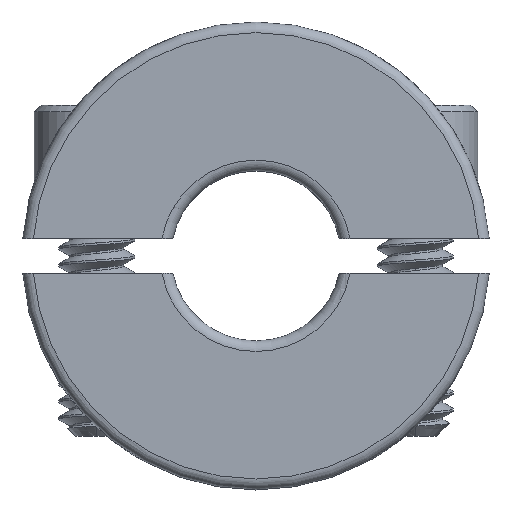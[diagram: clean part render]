
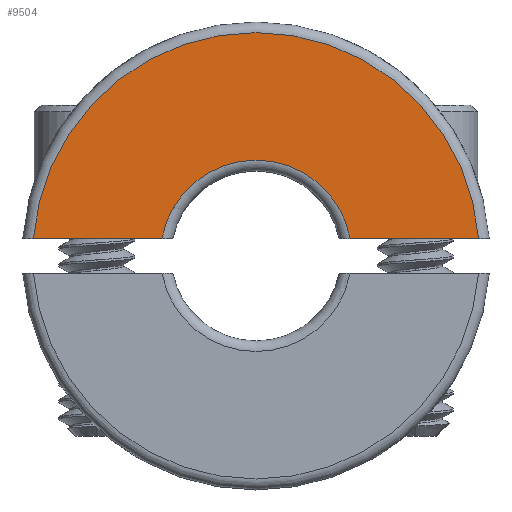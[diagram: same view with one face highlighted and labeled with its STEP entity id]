
A CAD part, top view. The second image highlights one B-rep face of the part: STEP entity #9504.
In plain terms, the highlighted planar face has unit normal (0, 0, 1).
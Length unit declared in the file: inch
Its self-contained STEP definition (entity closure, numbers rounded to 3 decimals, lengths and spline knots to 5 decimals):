
#716 = ORIENTED_EDGE ( 'NONE', *, *, #7555, .T. ) ;
#717 = ORIENTED_EDGE ( 'NONE', *, *, #7675, .T. ) ;
#719 = ORIENTED_EDGE ( 'NONE', *, *, #7556, .T. ) ;
#842 = ORIENTED_EDGE ( 'NONE', *, *, #7469, .T. ) ;
#2702 = DIRECTION ( 'NONE',  ( 1., 0., 0. ) ) ;
#2703 = DIRECTION ( 'NONE',  ( 0., 0., 1. ) ) ;
#2709 = CARTESIAN_POINT ( 'NONE',  ( 0., 0., 0.15625 ) ) ;
#2713 = PLANE ( 'NONE',  #6623 ) ;
#3250 = FACE_OUTER_BOUND ( 'NONE', #9023, .T. ) ;
#3729 = CARTESIAN_POINT ( 'NONE',  ( -0.32711, 0.02578, 0.15625 ) ) ;
#3814 = CARTESIAN_POINT ( 'NONE',  ( -0.13824, 0.02578, 0.15625 ) ) ;
#4359 = VERTEX_POINT ( 'NONE', #4435 ) ;
#4361 = VERTEX_POINT ( 'NONE', #4398 ) ;
#4398 = CARTESIAN_POINT ( 'NONE',  ( 0.32711, 0.02578, 0.15625 ) ) ;
#4435 = CARTESIAN_POINT ( 'NONE',  ( 0.13824, 0.02578, 0.15625 ) ) ;
#4461 = VERTEX_POINT ( 'NONE', #3729 ) ;
#4493 = VERTEX_POINT ( 'NONE', #3814 ) ;
#5867 = DIRECTION ( 'NONE',  ( 0., 0., 1. ) ) ;
#5871 = CARTESIAN_POINT ( 'NONE',  ( -0.34278, 0.02578, 0.15625 ) ) ;
#5875 = DIRECTION ( 'NONE',  ( 1., 0., 0. ) ) ;
#5876 = DIRECTION ( 'NONE',  ( 1., 0., 0. ) ) ;
#5878 = CARTESIAN_POINT ( 'NONE',  ( 0., 0., 0.15625 ) ) ;
#6623 = AXIS2_PLACEMENT_3D ( 'NONE', #2709, #2703, #2702 ) ;
#6943 = CARTESIAN_POINT ( 'NONE',  ( 0.12231, 0.02578, 0.15625 ) ) ;
#7469 = EDGE_CURVE ( 'NONE', #4493, #4359, #8757, .T. ) ;
#7555 = EDGE_CURVE ( 'NONE', #4461, #4493, #8696, .T. ) ;
#7556 = EDGE_CURVE ( 'NONE', #4361, #4461, #8680, .T. ) ;
#7675 = EDGE_CURVE ( 'NONE', #4359, #4361, #8556, .T. ) ;
#7988 = AXIS2_PLACEMENT_3D ( 'NONE', #8183, #8186, #8184 ) ;
#7998 = AXIS2_PLACEMENT_3D ( 'NONE', #5878, #5867, #5876 ) ;
#8183 = CARTESIAN_POINT ( 'NONE',  ( 0., 0., 0.15625 ) ) ;
#8184 = DIRECTION ( 'NONE',  ( 1., 0., 0. ) ) ;
#8186 = DIRECTION ( 'NONE',  ( 0., 0., -1. ) ) ;
#8541 = VECTOR ( 'NONE', #9232, 39.37008 ) ;
#8556 = LINE ( 'NONE', #6943, #8541 ) ;
#8680 = CIRCLE ( 'NONE', #7998, 0.32813 ) ;
#8691 = VECTOR ( 'NONE', #5875, 39.37008 ) ;
#8696 = LINE ( 'NONE', #5871, #8691 ) ;
#8757 = CIRCLE ( 'NONE', #7988, 0.14063 ) ;
#9023 = EDGE_LOOP ( 'NONE', ( #717, #719, #716, #842 ) ) ;
#9232 = DIRECTION ( 'NONE',  ( 1., 0., 0. ) ) ;
#9504 = ADVANCED_FACE ( 'NONE', ( #3250 ), #2713, .T. ) ;
